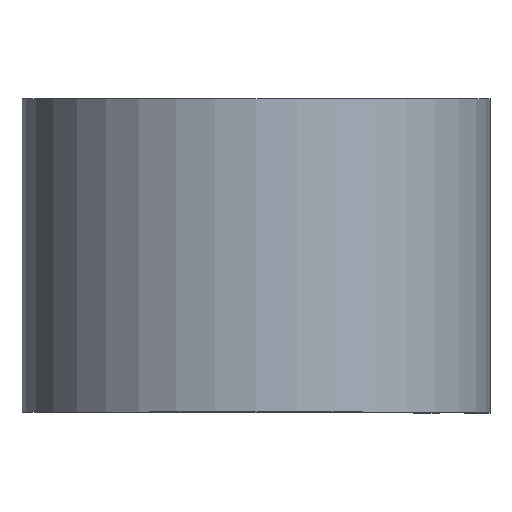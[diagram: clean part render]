
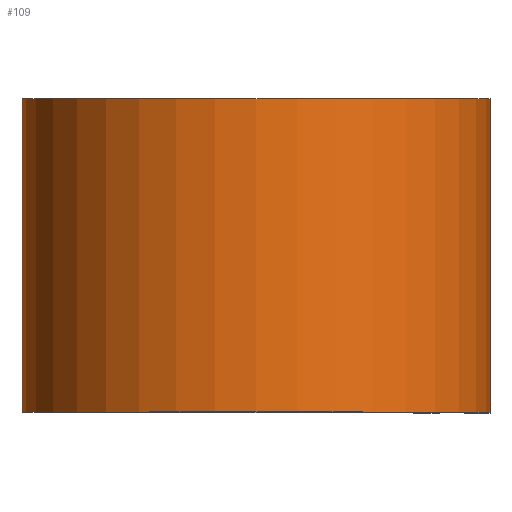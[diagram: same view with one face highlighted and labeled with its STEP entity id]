
A CAD part, top view. The second image highlights one B-rep face of the part: STEP entity #109.
In plain terms, the highlighted cylindrical face has radius 14.224 mm (diameter 28.448 mm), a partial arc.
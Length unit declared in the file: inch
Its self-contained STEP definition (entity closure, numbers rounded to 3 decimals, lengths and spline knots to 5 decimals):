
#2 = EDGE_CURVE ( 'NONE', #203, #547, #584, .T. ) ;
#3 = DIRECTION ( 'NONE',  ( 0., -1., 0. ) ) ;
#28 = CARTESIAN_POINT ( 'NONE',  ( 0., 0.375, -0.56 ) ) ;
#29 = CIRCLE ( 'NONE', #249, 0.56 ) ;
#41 = CARTESIAN_POINT ( 'NONE',  ( 0., 0.375, 0. ) ) ;
#82 = ORIENTED_EDGE ( 'NONE', *, *, #508, .T. ) ;
#88 = DIRECTION ( 'NONE',  ( 1., 0., 0. ) ) ;
#97 = CARTESIAN_POINT ( 'NONE',  ( 0.56, 0.375, 0. ) ) ;
#105 = LINE ( 'NONE', #196, #500 ) ;
#109 = ADVANCED_FACE ( 'NONE', ( #124 ), #280, .T. ) ;
#124 = FACE_OUTER_BOUND ( 'NONE', #160, .T. ) ;
#148 = DIRECTION ( 'NONE',  ( 0., -1., 0. ) ) ;
#152 = CARTESIAN_POINT ( 'NONE',  ( 0., 0.375, 0. ) ) ;
#160 = EDGE_LOOP ( 'NONE', ( #82, #256, #176, #592 ) ) ;
#176 = ORIENTED_EDGE ( 'NONE', *, *, #600, .F. ) ;
#196 = CARTESIAN_POINT ( 'NONE',  ( 0., 0.375, -0.56 ) ) ;
#203 = VERTEX_POINT ( 'NONE', #227 ) ;
#208 = CIRCLE ( 'NONE', #401, 0.56 ) ;
#227 = CARTESIAN_POINT ( 'NONE',  ( 0.56, 0.375, 0. ) ) ;
#249 = AXIS2_PLACEMENT_3D ( 'NONE', #384, #261, #590 ) ;
#256 = ORIENTED_EDGE ( 'NONE', *, *, #2, .F. ) ;
#260 = VERTEX_POINT ( 'NONE', #536 ) ;
#261 = DIRECTION ( 'NONE',  ( 0., 1., 0. ) ) ;
#280 = CYLINDRICAL_SURFACE ( 'NONE', #288, 0.56 ) ;
#288 = AXIS2_PLACEMENT_3D ( 'NONE', #152, #3, #520 ) ;
#384 = CARTESIAN_POINT ( 'NONE',  ( 0., -0.375, 0. ) ) ;
#401 = AXIS2_PLACEMENT_3D ( 'NONE', #41, #410, #88 ) ;
#410 = DIRECTION ( 'NONE',  ( 0., 1., 0. ) ) ;
#469 = VECTOR ( 'NONE', #148, 39.37008 ) ;
#500 = VECTOR ( 'NONE', #506, 39.37008 ) ;
#503 = VERTEX_POINT ( 'NONE', #28 ) ;
#506 = DIRECTION ( 'NONE',  ( 0., -1., 0. ) ) ;
#508 = EDGE_CURVE ( 'NONE', #260, #547, #29, .T. ) ;
#520 = DIRECTION ( 'NONE',  ( 0., 0., -1. ) ) ;
#536 = CARTESIAN_POINT ( 'NONE',  ( 0., -0.375, -0.56 ) ) ;
#547 = VERTEX_POINT ( 'NONE', #632 ) ;
#562 = EDGE_CURVE ( 'NONE', #503, #260, #105, .T. ) ;
#584 = LINE ( 'NONE', #97, #469 ) ;
#590 = DIRECTION ( 'NONE',  ( 1., 0., 0. ) ) ;
#592 = ORIENTED_EDGE ( 'NONE', *, *, #562, .T. ) ;
#600 = EDGE_CURVE ( 'NONE', #503, #203, #208, .T. ) ;
#632 = CARTESIAN_POINT ( 'NONE',  ( 0.56, -0.375, 0. ) ) ;
